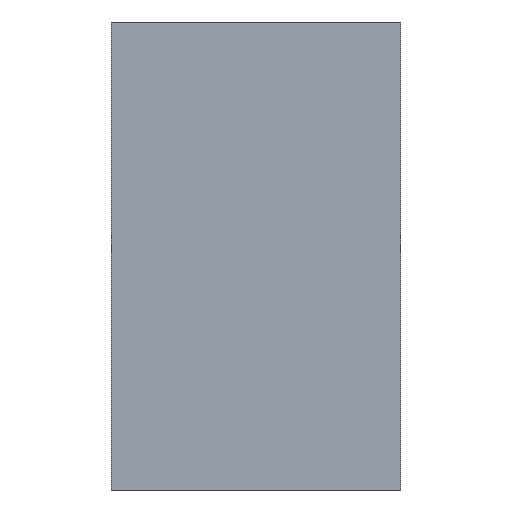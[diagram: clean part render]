
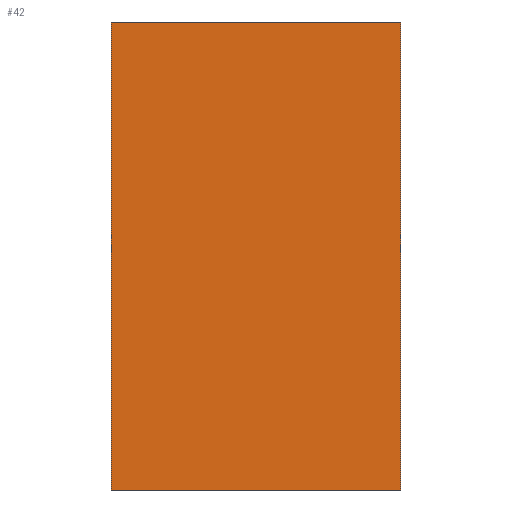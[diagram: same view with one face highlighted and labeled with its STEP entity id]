
A CAD part, left-side view. The second image highlights one B-rep face of the part: STEP entity #42.
In plain terms, the highlighted planar face has unit normal (-1, 0, 0).
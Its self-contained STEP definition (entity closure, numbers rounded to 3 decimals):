
#42 = ADVANCED_FACE( '', ( #87 ), #88, .F. );
#87 = FACE_OUTER_BOUND( '', #136, .T. );
#88 = PLANE( '', #137 );
#136 = EDGE_LOOP( '', ( #199, #200, #201, #202 ) );
#137 = AXIS2_PLACEMENT_3D( '', #203, #204, #205 );
#199 = ORIENTED_EDGE( '', *, *, #262, .T. );
#200 = ORIENTED_EDGE( '', *, *, #254, .F. );
#201 = ORIENTED_EDGE( '', *, *, #248, .F. );
#202 = ORIENTED_EDGE( '', *, *, #257, .T. );
#203 = CARTESIAN_POINT( '', ( -348., 42., 136. ) );
#204 = DIRECTION( '', ( 1., 0., 0. ) );
#205 = DIRECTION( '', ( 0., 0., -1. ) );
#248 = EDGE_CURVE( '', #282, #284, #285, .T. );
#254 = EDGE_CURVE( '', #284, #290, #294, .T. );
#257 = EDGE_CURVE( '', #282, #297, #299, .T. );
#262 = EDGE_CURVE( '', #297, #290, #304, .T. );
#282 = VERTEX_POINT( '', #328 );
#284 = VERTEX_POINT( '', #331 );
#285 = LINE( '', #332, #333 );
#290 = VERTEX_POINT( '', #340 );
#294 = LINE( '', #346, #347 );
#297 = VERTEX_POINT( '', #350 );
#299 = LINE( '', #353, #354 );
#304 = LINE( '', #361, #362 );
#328 = CARTESIAN_POINT( '', ( -348., 42., 136. ) );
#331 = CARTESIAN_POINT( '', ( -348., -42., 136. ) );
#332 = CARTESIAN_POINT( '', ( -348., 42., 136. ) );
#333 = VECTOR( '', #389, 1000. );
#340 = CARTESIAN_POINT( '', ( -348., -42., 0. ) );
#346 = CARTESIAN_POINT( '', ( -348., -42., 136. ) );
#347 = VECTOR( '', #394, 1000. );
#350 = CARTESIAN_POINT( '', ( -348., 42., 0. ) );
#353 = CARTESIAN_POINT( '', ( -348., 42., 136. ) );
#354 = VECTOR( '', #396, 1000. );
#361 = CARTESIAN_POINT( '', ( -348., 42., 0. ) );
#362 = VECTOR( '', #399, 1000. );
#389 = DIRECTION( '', ( 0., -1., 0. ) );
#394 = DIRECTION( '', ( 0., 0., -1. ) );
#396 = DIRECTION( '', ( 0., 0., -1. ) );
#399 = DIRECTION( '', ( 0., -1., 0. ) );
